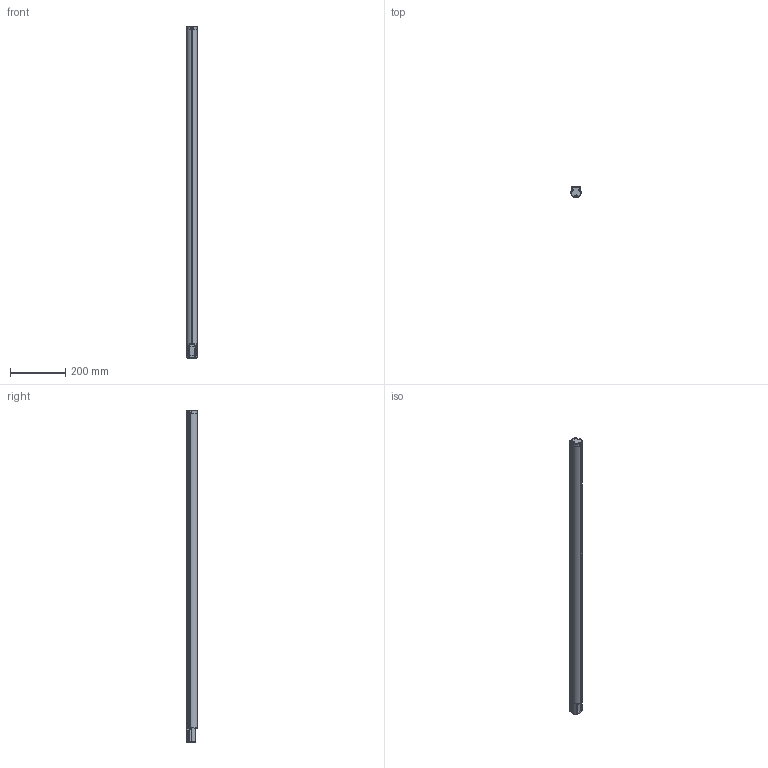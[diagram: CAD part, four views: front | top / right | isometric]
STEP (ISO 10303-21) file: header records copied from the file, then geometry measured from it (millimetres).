
FILE_DESCRIPTION((''),'2;1');
FILE_NAME('240995_SM01_ASM','2024-05-29T08:53:53',('banengservice'),('BANNER ENGINEERING'),'CREO PARAMETRIC BY PTC INC, 2022414','CREO PARAMETRIC BY PTC INC, 2022414','');
FILE_SCHEMA(('CONFIG_CONTROL_DESIGN'));
Length unit declared in the file: millimetre
Products named in the file (2): 240995_EP01; 240995_SM01_ASM
Assembly tree (1 placements, depth 2):
  240995_SM01_ASM
    240995_EP01
Bounding box: 38 x 39.59 x 1205.88 mm (x, y, z)
Volume: 1338177.8 mm3; surface area: 319192 mm2
Topology: 1 solids, 1 shells, 1743 faces, 6049 edges, 3960 vertices
Faces by surface type: cylinder 799, plane 646, bspline 138, cone 121, torus 37, extrusion 2
Entity records: 193851 total; most frequent: CARTESIAN_POINT 145523, ORIENTED_EDGE 12098, DIRECTION 7797, EDGE_CURVE 6049, VERTEX_POINT 3960, VECTOR 2781, LINE 2779, AXIS2_PLACEMENT_3D 2508
